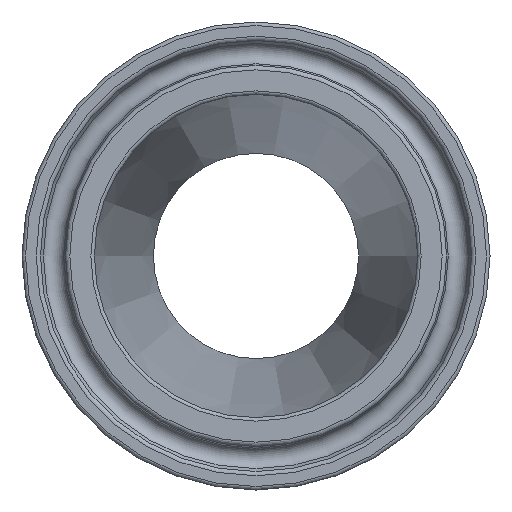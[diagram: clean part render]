
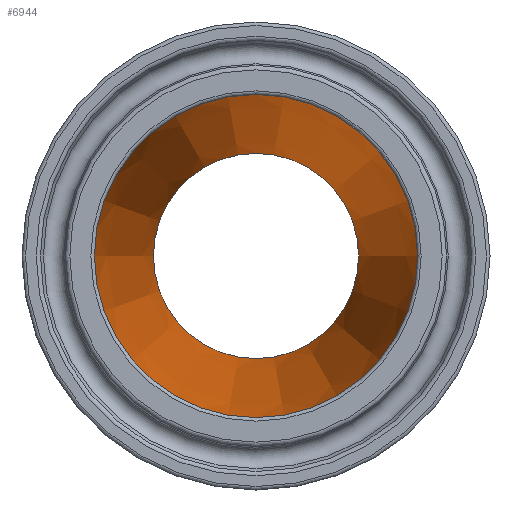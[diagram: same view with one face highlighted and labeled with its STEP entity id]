
A CAD part, left-side view. The second image highlights one B-rep face of the part: STEP entity #6944.
In plain terms, the highlighted conical face has half-angle 7.125 degrees and reference radius 14.224 mm.
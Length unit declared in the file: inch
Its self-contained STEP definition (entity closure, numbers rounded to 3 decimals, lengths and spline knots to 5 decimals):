
#118=FACE_BOUND('',#1277,.T.);
#839=FACE_OUTER_BOUND('',#1276,.T.);
#1276=EDGE_LOOP('',(#6468));
#1277=EDGE_LOOP('',(#6469));
#2743=CIRCLE('',#7357,0.685);
#2744=CIRCLE('',#7358,0.435);
#3429=VERTEX_POINT('',#15122);
#3430=VERTEX_POINT('',#15124);
#4446=EDGE_CURVE('',#3429,#3429,#2743,.T.);
#4447=EDGE_CURVE('',#3430,#3430,#2744,.T.);
#6468=ORIENTED_EDGE('',*,*,#4446,.F.);
#6469=ORIENTED_EDGE('',*,*,#4447,.T.);
#6519=CONICAL_SURFACE('',#7356,0.56,7.125);
#6944=ADVANCED_FACE('',(#839,#118),#6519,.F.);
#7356=AXIS2_PLACEMENT_3D('',#15121,#8655,#8656);
#7357=AXIS2_PLACEMENT_3D('',#15123,#8657,#8658);
#7358=AXIS2_PLACEMENT_3D('',#15125,#8659,#8660);
#8655=DIRECTION('center_axis',(-1.,0.,0.));
#8656=DIRECTION('ref_axis',(0.,-1.,0.));
#8657=DIRECTION('center_axis',(1.,0.,0.));
#8658=DIRECTION('ref_axis',(0.,-1.,0.));
#8659=DIRECTION('center_axis',(1.,0.,0.));
#8660=DIRECTION('ref_axis',(0.,0.,-1.));
#15121=CARTESIAN_POINT('Origin',(1.5,0.,0.));
#15122=CARTESIAN_POINT('',(0.5,-0.685,0.));
#15123=CARTESIAN_POINT('Origin',(0.5,0.,0.));
#15124=CARTESIAN_POINT('',(2.5,-0.435,0.));
#15125=CARTESIAN_POINT('Origin',(2.5,0.,0.));
